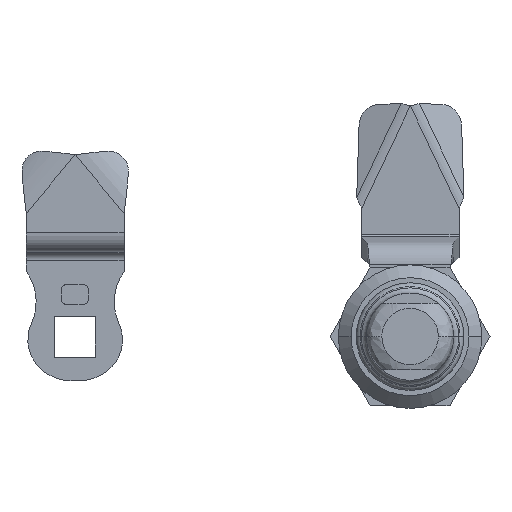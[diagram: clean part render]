
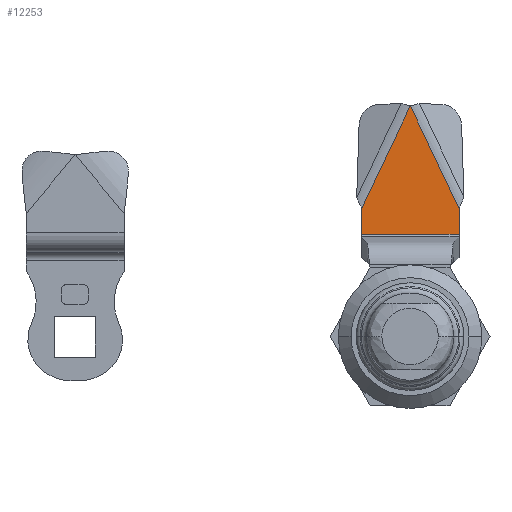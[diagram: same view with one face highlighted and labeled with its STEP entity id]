
A CAD part, top view. The second image highlights one B-rep face of the part: STEP entity #12253.
In plain terms, the highlighted planar face has unit normal (0, 0, 1).
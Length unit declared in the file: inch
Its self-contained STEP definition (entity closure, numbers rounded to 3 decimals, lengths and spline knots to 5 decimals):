
#684 = VECTOR ( 'NONE', #5940, 39.37008 ) ;
#975 = CARTESIAN_POINT ( 'NONE',  ( -0.37204, 0.98622, -1.10236 ) ) ;
#1638 = DIRECTION ( 'NONE',  ( 0., 0., -1. ) ) ;
#1774 = LINE ( 'NONE', #5333, #14881 ) ;
#2011 = LINE ( 'NONE', #6585, #6487 ) ;
#2128 = DIRECTION ( 'NONE',  ( 0.429, 0.903, 0. ) ) ;
#2913 = VECTOR ( 'NONE', #2128, 39.37008 ) ;
#3290 = ORIENTED_EDGE ( 'NONE', *, *, #6510, .T. ) ;
#3291 = LINE ( 'NONE', #975, #14779 ) ;
#3456 = EDGE_CURVE ( 'NONE', #12019, #8726, #6625, .T. ) ;
#4537 = AXIS2_PLACEMENT_3D ( 'NONE', #12272, #1638, #8572 ) ;
#4822 = PLANE ( 'NONE',  #4537 ) ;
#5333 = CARTESIAN_POINT ( 'NONE',  ( -0.37204, 0.78937, -1.10236 ) ) ;
#5604 = DIRECTION ( 'NONE',  ( 0., -1., 0. ) ) ;
#5626 = ORIENTED_EDGE ( 'NONE', *, *, #15243, .F. ) ;
#5677 = FACE_OUTER_BOUND ( 'NONE', #11780, .T. ) ;
#5793 = ORIENTED_EDGE ( 'NONE', *, *, #5970, .T. ) ;
#5940 = DIRECTION ( 'NONE',  ( 0.429, -0.903, 0. ) ) ;
#5970 = EDGE_CURVE ( 'NONE', #12019, #7445, #3291, .T. ) ;
#6421 = DIRECTION ( 'NONE',  ( 1., 0., 0. ) ) ;
#6487 = VECTOR ( 'NONE', #13630, 39.37008 ) ;
#6510 = EDGE_CURVE ( 'NONE', #7445, #7299, #1774, .T. ) ;
#6585 = CARTESIAN_POINT ( 'NONE',  ( 0.37599, 0.98622, -1.10236 ) ) ;
#6625 = LINE ( 'NONE', #12764, #2913 ) ;
#7047 = LINE ( 'NONE', #10693, #684 ) ;
#7299 = VERTEX_POINT ( 'NONE', #12895 ) ;
#7445 = VERTEX_POINT ( 'NONE', #12478 ) ;
#8572 = DIRECTION ( 'NONE',  ( 0., 1., 0. ) ) ;
#8726 = VERTEX_POINT ( 'NONE', #9705 ) ;
#9557 = ORIENTED_EDGE ( 'NONE', *, *, #3456, .F. ) ;
#9705 = CARTESIAN_POINT ( 'NONE',  ( 0.00197, 1.77362, -1.10236 ) ) ;
#10391 = VERTEX_POINT ( 'NONE', #12736 ) ;
#10693 = CARTESIAN_POINT ( 'NONE',  ( 0.00197, 1.77362, -1.10236 ) ) ;
#10721 = EDGE_CURVE ( 'NONE', #10391, #7299, #2011, .T. ) ;
#11780 = EDGE_LOOP ( 'NONE', ( #5793, #3290, #14377, #5626, #9557 ) ) ;
#12019 = VERTEX_POINT ( 'NONE', #13723 ) ;
#12253 = ADVANCED_FACE ( 'NONE', ( #5677 ), #4822, .F. ) ;
#12272 = CARTESIAN_POINT ( 'NONE',  ( -0.37204, 0.78937, -1.10236 ) ) ;
#12478 = CARTESIAN_POINT ( 'NONE',  ( -0.37204, 0.78937, -1.10236 ) ) ;
#12736 = CARTESIAN_POINT ( 'NONE',  ( 0.37599, 0.98622, -1.10236 ) ) ;
#12764 = CARTESIAN_POINT ( 'NONE',  ( -0.37204, 0.98622, -1.10236 ) ) ;
#12895 = CARTESIAN_POINT ( 'NONE',  ( 0.37599, 0.78937, -1.10236 ) ) ;
#13630 = DIRECTION ( 'NONE',  ( 0., -1., 0. ) ) ;
#13723 = CARTESIAN_POINT ( 'NONE',  ( -0.37204, 0.98622, -1.10236 ) ) ;
#14377 = ORIENTED_EDGE ( 'NONE', *, *, #10721, .F. ) ;
#14779 = VECTOR ( 'NONE', #5604, 39.37008 ) ;
#14881 = VECTOR ( 'NONE', #6421, 39.37008 ) ;
#15243 = EDGE_CURVE ( 'NONE', #8726, #10391, #7047, .T. ) ;
